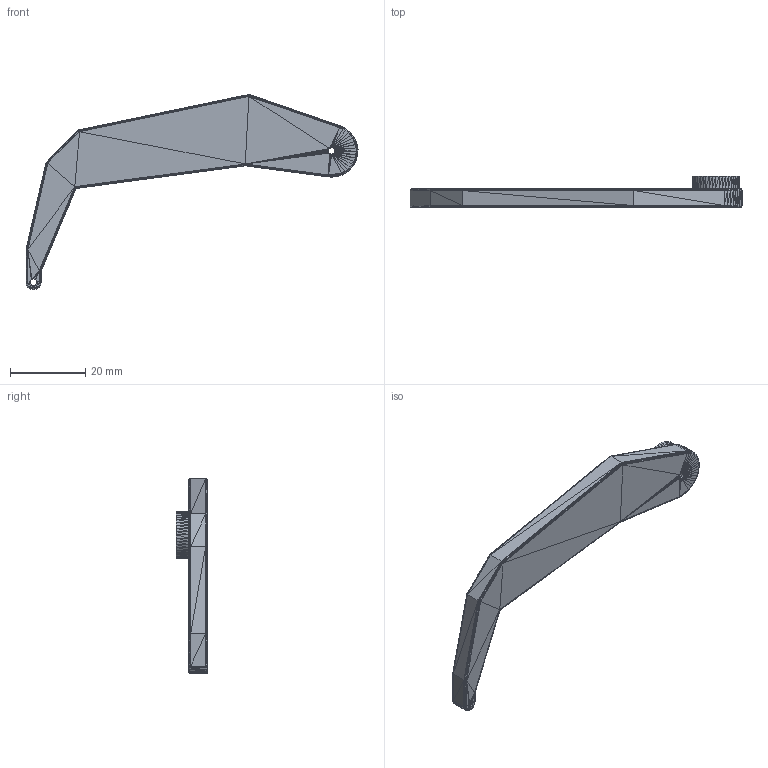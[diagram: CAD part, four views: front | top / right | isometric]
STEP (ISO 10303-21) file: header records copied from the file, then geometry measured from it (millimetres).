
FILE_DESCRIPTION((''),'2;1');
FILE_NAME('Left Arm', '2025-08-01T02:15:52', (''), (''), 'ImageToStl.com STEP Converter','', '');
FILE_SCHEMA(('AUTOMOTIVE_DESIGN_CC2'));
Length unit declared in the file: metre
Products named in the file (1): product0
Bounding box: 88.33 x 8.3 x 51.91 mm (x, y, z)
Surface area: 4453.2 mm2 (no closed solid volume)
Topology: 0 solids, 3176 shells, 3176 faces, 9528 edges, 1586 vertices
Faces by surface type: plane 3176
Entity records: 76255 total; most frequent: DIRECTION 15882, ORIENTED_EDGE 9528, EDGE_CURVE 9528, LINE 9528, VECTOR 9528, AXIS2_PLACEMENT_3D 3177, STYLED_ITEM 3177, FACE_SURFACE 3176
